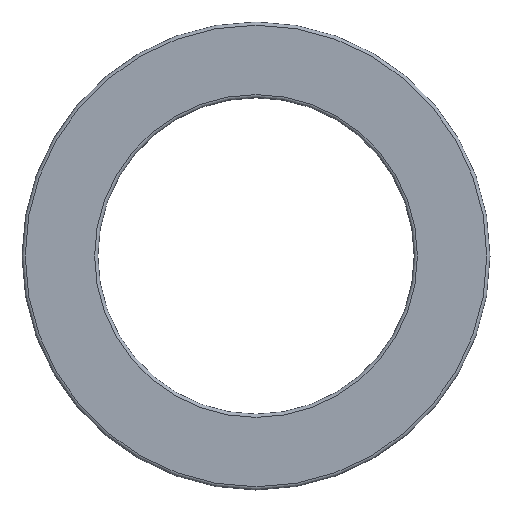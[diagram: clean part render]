
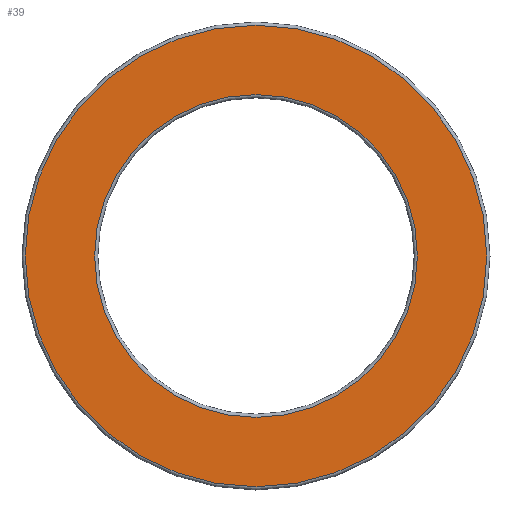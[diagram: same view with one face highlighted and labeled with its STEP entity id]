
A CAD part, left-side view. The second image highlights one B-rep face of the part: STEP entity #39.
In plain terms, the highlighted planar face has unit normal (-1, 0, 0).
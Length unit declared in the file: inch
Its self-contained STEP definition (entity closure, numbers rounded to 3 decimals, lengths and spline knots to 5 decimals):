
#13 = EDGE_CURVE ( 'NONE', #94, #94, #128, .T. ) ;
#39 = ADVANCED_FACE ( 'NONE', ( #683, #304 ), #692, .F. ) ;
#42 = CIRCLE ( 'NONE', #459, 1.4365 ) ;
#54 = CARTESIAN_POINT ( 'NONE',  ( -0.3545, 0., 0. ) ) ;
#66 = DIRECTION ( 'NONE',  ( 0., 0., 1. ) ) ;
#89 = AXIS2_PLACEMENT_3D ( 'NONE', #762, #321, #376 ) ;
#94 = VERTEX_POINT ( 'NONE', #733 ) ;
#128 = CIRCLE ( 'NONE', #527, 1.0045 ) ;
#175 = ORIENTED_EDGE ( 'NONE', *, *, #492, .T. ) ;
#195 = DIRECTION ( 'NONE',  ( -1., 0., 0. ) ) ;
#234 = VERTEX_POINT ( 'NONE', #518 ) ;
#304 = FACE_OUTER_BOUND ( 'NONE', #758, .T. ) ;
#319 = ORIENTED_EDGE ( 'NONE', *, *, #13, .F. ) ;
#321 = DIRECTION ( 'NONE',  ( 1., 0., 0. ) ) ;
#376 = DIRECTION ( 'NONE',  ( 0., 0., -1. ) ) ;
#459 = AXIS2_PLACEMENT_3D ( 'NONE', #556, #619, #66 ) ;
#492 = EDGE_CURVE ( 'NONE', #234, #234, #42, .T. ) ;
#518 = CARTESIAN_POINT ( 'NONE',  ( -0.3545, 0., 1.4365 ) ) ;
#527 = AXIS2_PLACEMENT_3D ( 'NONE', #54, #195, #625 ) ;
#556 = CARTESIAN_POINT ( 'NONE',  ( -0.3545, 0., 0. ) ) ;
#599 = EDGE_LOOP ( 'NONE', ( #319 ) ) ;
#619 = DIRECTION ( 'NONE',  ( -1., 0., 0. ) ) ;
#625 = DIRECTION ( 'NONE',  ( 0., 0., 1. ) ) ;
#683 = FACE_BOUND ( 'NONE', #599, .T. ) ;
#692 = PLANE ( 'NONE',  #89 ) ;
#733 = CARTESIAN_POINT ( 'NONE',  ( -0.3545, 0., 1.0045 ) ) ;
#758 = EDGE_LOOP ( 'NONE', ( #175 ) ) ;
#762 = CARTESIAN_POINT ( 'NONE',  ( -0.3545, 0., 0. ) ) ;
